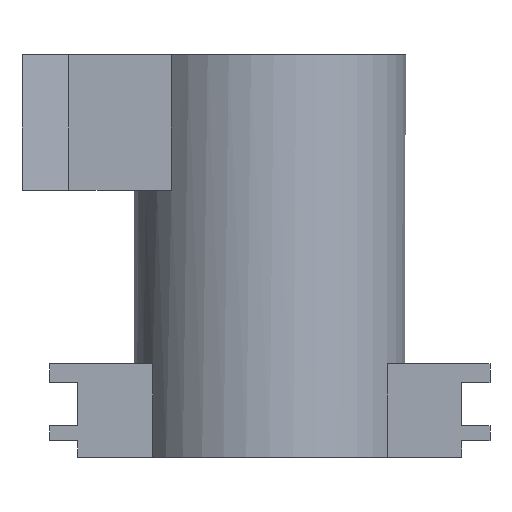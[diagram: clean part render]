
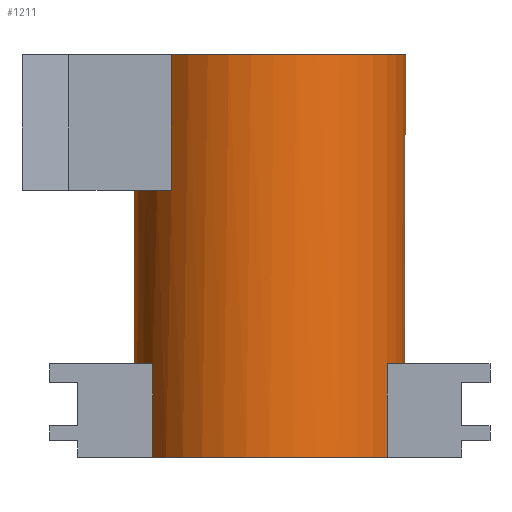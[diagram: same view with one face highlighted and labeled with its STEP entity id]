
A CAD part, front view. The second image highlights one B-rep face of the part: STEP entity #1211.
In plain terms, the highlighted cylindrical face has radius 14.5 mm (diameter 29 mm), a partial arc.
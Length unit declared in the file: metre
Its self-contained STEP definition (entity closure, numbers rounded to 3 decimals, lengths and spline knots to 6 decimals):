
#14=CYLINDRICAL_SURFACE('',#1295,0.0145);
#21=CIRCLE('',#1282,0.0145);
#22=CIRCLE('',#1284,0.0145);
#29=CIRCLE('',#1296,0.0145);
#30=CIRCLE('',#1297,0.0145);
#31=CIRCLE('',#1298,0.0145);
#32=CIRCLE('',#1299,0.0145);
#33=CIRCLE('',#1300,0.0145);
#34=CIRCLE('',#1301,0.0145);
#99=ORIENTED_EDGE('',*,*,#449,.F.);
#100=ORIENTED_EDGE('',*,*,#405,.T.);
#101=ORIENTED_EDGE('',*,*,#450,.T.);
#102=ORIENTED_EDGE('',*,*,#451,.T.);
#103=ORIENTED_EDGE('',*,*,#452,.T.);
#104=ORIENTED_EDGE('',*,*,#453,.F.);
#105=ORIENTED_EDGE('',*,*,#454,.F.);
#106=ORIENTED_EDGE('',*,*,#455,.F.);
#107=ORIENTED_EDGE('',*,*,#456,.T.);
#108=ORIENTED_EDGE('',*,*,#457,.F.);
#109=ORIENTED_EDGE('',*,*,#458,.F.);
#110=ORIENTED_EDGE('',*,*,#459,.T.);
#111=ORIENTED_EDGE('',*,*,#460,.F.);
#112=ORIENTED_EDGE('',*,*,#400,.T.);
#113=ORIENTED_EDGE('',*,*,#461,.T.);
#114=ORIENTED_EDGE('',*,*,#462,.T.);
#400=EDGE_CURVE('',#574,#576,#21,.T.);
#405=EDGE_CURVE('',#581,#582,#22,.T.);
#449=EDGE_CURVE('',#581,#623,#735,.T.);
#450=EDGE_CURVE('',#582,#624,#736,.T.);
#451=EDGE_CURVE('',#624,#625,#29,.T.);
#452=EDGE_CURVE('',#625,#626,#737,.T.);
#453=EDGE_CURVE('',#627,#626,#30,.T.);
#454=EDGE_CURVE('',#628,#627,#738,.T.);
#455=EDGE_CURVE('',#629,#628,#31,.T.);
#456=EDGE_CURVE('',#629,#630,#739,.T.);
#457=EDGE_CURVE('',#631,#630,#32,.T.);
#458=EDGE_CURVE('',#632,#631,#740,.T.);
#459=EDGE_CURVE('',#632,#633,#33,.T.);
#460=EDGE_CURVE('',#574,#633,#741,.T.);
#461=EDGE_CURVE('',#576,#634,#742,.T.);
#462=EDGE_CURVE('',#634,#623,#34,.T.);
#574=VERTEX_POINT('',#1700);
#576=VERTEX_POINT('',#1704);
#581=VERTEX_POINT('',#1716);
#582=VERTEX_POINT('',#1717);
#623=VERTEX_POINT('',#1807);
#624=VERTEX_POINT('',#1809);
#625=VERTEX_POINT('',#1811);
#626=VERTEX_POINT('',#1813);
#627=VERTEX_POINT('',#1815);
#628=VERTEX_POINT('',#1817);
#629=VERTEX_POINT('',#1819);
#630=VERTEX_POINT('',#1821);
#631=VERTEX_POINT('',#1823);
#632=VERTEX_POINT('',#1825);
#633=VERTEX_POINT('',#1827);
#634=VERTEX_POINT('',#1830);
#735=LINE('',#1806,#887);
#736=LINE('',#1808,#888);
#737=LINE('',#1812,#889);
#738=LINE('',#1816,#890);
#739=LINE('',#1820,#891);
#740=LINE('',#1824,#892);
#741=LINE('',#1828,#893);
#742=LINE('',#1829,#894);
#887=VECTOR('',#1444,1.);
#888=VECTOR('',#1445,1.);
#889=VECTOR('',#1448,1.);
#890=VECTOR('',#1451,1.);
#891=VECTOR('',#1454,1.);
#892=VECTOR('',#1457,1.);
#893=VECTOR('',#1460,1.);
#894=VECTOR('',#1461,1.);
#1005=EDGE_LOOP('',(#99,#100,#101,#102,#103,#104,#105,#106,#107,#108,#109,
#110,#111,#112,#113,#114));
#1083=FACE_BOUND('',#1005,.T.);
#1211=ADVANCED_FACE('',(#1083),#14,.T.);
#1282=AXIS2_PLACEMENT_3D('',#1705,#1375,#1376);
#1284=AXIS2_PLACEMENT_3D('',#1715,#1383,#1384);
#1295=AXIS2_PLACEMENT_3D('',#1805,#1442,#1443);
#1296=AXIS2_PLACEMENT_3D('',#1810,#1446,#1447);
#1297=AXIS2_PLACEMENT_3D('',#1814,#1449,#1450);
#1298=AXIS2_PLACEMENT_3D('',#1818,#1452,#1453);
#1299=AXIS2_PLACEMENT_3D('',#1822,#1455,#1456);
#1300=AXIS2_PLACEMENT_3D('',#1826,#1458,#1459);
#1301=AXIS2_PLACEMENT_3D('',#1831,#1462,#1463);
#1375=DIRECTION('',(0.,0.,1.));
#1376=DIRECTION('',(1.,0.,0.));
#1383=DIRECTION('',(0.,0.,1.));
#1384=DIRECTION('',(1.,0.,0.));
#1442=DIRECTION('',(0.,0.,1.));
#1443=DIRECTION('',(1.,0.,0.));
#1444=DIRECTION('',(0.,0.,-1.));
#1445=DIRECTION('',(0.,0.,-1.));
#1446=DIRECTION('',(0.,0.,1.));
#1447=DIRECTION('',(1.,0.,0.));
#1448=DIRECTION('',(0.,0.,1.));
#1449=DIRECTION('',(0.,0.,1.));
#1450=DIRECTION('',(1.,0.,0.));
#1451=DIRECTION('',(0.,0.,1.));
#1452=DIRECTION('',(0.,0.,1.));
#1453=DIRECTION('',(1.,0.,0.));
#1454=DIRECTION('',(0.,0.,1.));
#1455=DIRECTION('',(0.,0.,1.));
#1456=DIRECTION('',(1.,0.,0.));
#1457=DIRECTION('',(0.,0.,1.));
#1458=DIRECTION('',(0.,0.,1.));
#1459=DIRECTION('',(1.,0.,0.));
#1460=DIRECTION('',(0.,0.,-1.));
#1461=DIRECTION('',(0.,0.,-1.));
#1462=DIRECTION('',(0.,0.,1.));
#1463=DIRECTION('',(1.,0.,0.));
#1700=CARTESIAN_POINT('',(0.051862,0.013825,-0.033));
#1704=CARTESIAN_POINT('',(0.051862,-0.000825,-0.033));
#1705=CARTESIAN_POINT('',(0.064376,0.0065,-0.033));
#1715=CARTESIAN_POINT('',(0.064376,0.0065,-0.033));
#1716=CARTESIAN_POINT('',(0.07689,-0.000825,-0.033));
#1717=CARTESIAN_POINT('',(0.07689,0.013825,-0.033));
#1805=CARTESIAN_POINT('',(0.064376,0.0065,-0.043));
#1806=CARTESIAN_POINT('',(0.07689,-0.000825,-0.035));
#1807=CARTESIAN_POINT('',(0.07689,-0.000825,-0.043));
#1808=CARTESIAN_POINT('',(0.07689,0.013825,-0.035));
#1809=CARTESIAN_POINT('',(0.07689,0.013825,-0.043));
#1810=CARTESIAN_POINT('',(0.064376,0.0065,-0.043));
#1811=CARTESIAN_POINT('',(0.068178,0.020493,-0.043));
#1812=CARTESIAN_POINT('',(0.068178,0.020493,-0.043));
#1813=CARTESIAN_POINT('',(0.068178,0.020493,0.));
#1814=CARTESIAN_POINT('',(0.064376,0.0065,0.));
#1815=CARTESIAN_POINT('',(0.053876,-0.0035,0.));
#1816=CARTESIAN_POINT('',(0.053876,-0.0035,-0.0145));
#1817=CARTESIAN_POINT('',(0.053876,-0.0035,-0.0145));
#1818=CARTESIAN_POINT('',(0.064376,0.0065,-0.0145));
#1819=CARTESIAN_POINT('',(0.053876,0.0165,-0.0145));
#1820=CARTESIAN_POINT('',(0.053876,0.0165,-0.0145));
#1821=CARTESIAN_POINT('',(0.053876,0.0165,0.));
#1822=CARTESIAN_POINT('',(0.064376,0.0065,0.));
#1823=CARTESIAN_POINT('',(0.060574,0.020493,0.));
#1824=CARTESIAN_POINT('',(0.060574,0.020493,-0.043));
#1825=CARTESIAN_POINT('',(0.060574,0.020493,-0.043));
#1826=CARTESIAN_POINT('',(0.064376,0.0065,-0.043));
#1827=CARTESIAN_POINT('',(0.051862,0.013825,-0.043));
#1828=CARTESIAN_POINT('',(0.051862,0.013825,-0.035));
#1829=CARTESIAN_POINT('',(0.051862,-0.000825,-0.035));
#1830=CARTESIAN_POINT('',(0.051862,-0.000825,-0.043));
#1831=CARTESIAN_POINT('',(0.064376,0.0065,-0.043));
